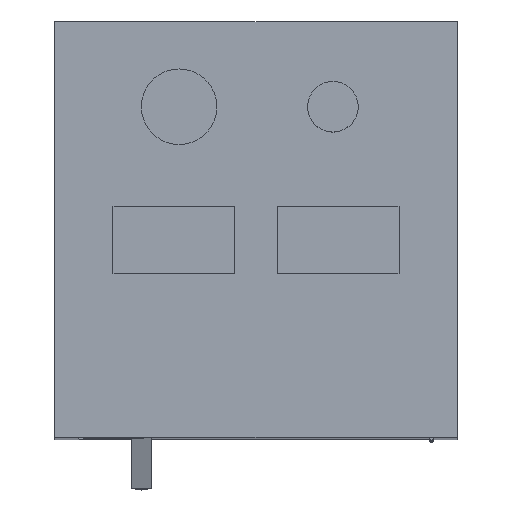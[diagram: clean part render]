
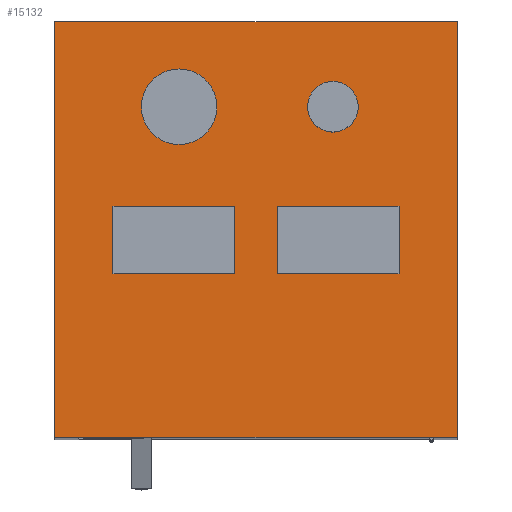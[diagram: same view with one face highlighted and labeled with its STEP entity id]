
A CAD part, top view. The second image highlights one B-rep face of the part: STEP entity #15132.
In plain terms, the highlighted planar face has unit normal (0, 0, 1).
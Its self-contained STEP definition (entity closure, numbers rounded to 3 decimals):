
#442=CIRCLE('',#16074,40.);
#444=CIRCLE('',#16078,37.5);
#594=FACE_BOUND('',#1637,.T.);
#595=FACE_BOUND('',#1638,.T.);
#596=FACE_BOUND('',#1639,.T.);
#597=FACE_BOUND('',#1640,.T.);
#785=FACE_OUTER_BOUND('',#1636,.T.);
#1636=EDGE_LOOP('',(#9764,#9765,#9766,#9767));
#1637=EDGE_LOOP('',(#9768,#9769,#9770,#9771));
#1638=EDGE_LOOP('',(#9772,#9773,#9774,#9775));
#1639=EDGE_LOOP('',(#9776));
#1640=EDGE_LOOP('',(#9777));
#2640=LINE('',#20435,#4355);
#2644=LINE('',#20443,#4359);
#2647=LINE('',#20449,#4362);
#2650=LINE('',#20454,#4365);
#2652=LINE('',#20460,#4367);
#2656=LINE('',#20468,#4371);
#2659=LINE('',#20474,#4374);
#2662=LINE('',#20479,#4377);
#2681=LINE('',#20533,#4396);
#2684=LINE('',#20539,#4399);
#2686=LINE('',#20543,#4401);
#2687=LINE('',#20544,#4402);
#4355=VECTOR('',#17067,10.);
#4359=VECTOR('',#17073,10.);
#4362=VECTOR('',#17078,10.);
#4365=VECTOR('',#17083,10.);
#4367=VECTOR('',#17089,10.);
#4371=VECTOR('',#17095,10.);
#4374=VECTOR('',#17100,10.);
#4377=VECTOR('',#17105,10.);
#4396=VECTOR('',#17162,10.);
#4399=VECTOR('',#17167,10.);
#4401=VECTOR('',#17171,10.);
#4402=VECTOR('',#17172,10.);
#6029=VERTEX_POINT('',#20433);
#6030=VERTEX_POINT('',#20434);
#6033=VERTEX_POINT('',#20442);
#6035=VERTEX_POINT('',#20448);
#6037=VERTEX_POINT('',#20458);
#6038=VERTEX_POINT('',#20459);
#6041=VERTEX_POINT('',#20467);
#6043=VERTEX_POINT('',#20473);
#6046=VERTEX_POINT('',#20485);
#6048=VERTEX_POINT('',#20491);
#6059=VERTEX_POINT('',#20530);
#6060=VERTEX_POINT('',#20532);
#6062=VERTEX_POINT('',#20538);
#6063=VERTEX_POINT('',#20542);
#7458=EDGE_CURVE('',#6029,#6030,#2640,.T.);
#7462=EDGE_CURVE('',#6033,#6029,#2644,.T.);
#7465=EDGE_CURVE('',#6035,#6033,#2647,.T.);
#7468=EDGE_CURVE('',#6030,#6035,#2650,.T.);
#7470=EDGE_CURVE('',#6037,#6038,#2652,.T.);
#7474=EDGE_CURVE('',#6041,#6037,#2656,.T.);
#7477=EDGE_CURVE('',#6043,#6041,#2659,.T.);
#7480=EDGE_CURVE('',#6038,#6043,#2662,.T.);
#7483=EDGE_CURVE('',#6046,#6046,#442,.T.);
#7485=EDGE_CURVE('',#6048,#6048,#444,.T.);
#7503=EDGE_CURVE('',#6060,#6059,#2681,.T.);
#7506=EDGE_CURVE('',#6060,#6062,#2684,.T.);
#7508=EDGE_CURVE('',#6059,#6063,#2686,.T.);
#7509=EDGE_CURVE('',#6063,#6062,#2687,.T.);
#9764=ORIENTED_EDGE('',*,*,#7506,.F.);
#9765=ORIENTED_EDGE('',*,*,#7503,.T.);
#9766=ORIENTED_EDGE('',*,*,#7508,.T.);
#9767=ORIENTED_EDGE('',*,*,#7509,.T.);
#9768=ORIENTED_EDGE('',*,*,#7458,.F.);
#9769=ORIENTED_EDGE('',*,*,#7462,.F.);
#9770=ORIENTED_EDGE('',*,*,#7465,.F.);
#9771=ORIENTED_EDGE('',*,*,#7468,.F.);
#9772=ORIENTED_EDGE('',*,*,#7470,.F.);
#9773=ORIENTED_EDGE('',*,*,#7474,.F.);
#9774=ORIENTED_EDGE('',*,*,#7477,.F.);
#9775=ORIENTED_EDGE('',*,*,#7480,.F.);
#9776=ORIENTED_EDGE('',*,*,#7483,.F.);
#9777=ORIENTED_EDGE('',*,*,#7485,.F.);
#13668=PLANE('',#16091);
#15132=ADVANCED_FACE('',(#785,#594,#595,#596,#597),#13668,.F.);
#16074=AXIS2_PLACEMENT_3D('',#20486,#17113,#17114);
#16078=AXIS2_PLACEMENT_3D('',#20492,#17121,#17122);
#16091=AXIS2_PLACEMENT_3D('',#20541,#17169,#17170);
#17067=DIRECTION('',(0.,1.,0.));
#17073=DIRECTION('',(1.,0.,0.));
#17078=DIRECTION('',(0.,-1.,0.));
#17083=DIRECTION('',(-1.,0.,0.));
#17089=DIRECTION('',(0.,1.,0.));
#17095=DIRECTION('',(1.,0.,0.));
#17100=DIRECTION('',(0.,-1.,0.));
#17105=DIRECTION('',(-1.,0.,0.));
#17113=DIRECTION('center_axis',(0.,0.,1.));
#17114=DIRECTION('ref_axis',(1.,0.,0.));
#17121=DIRECTION('center_axis',(0.,0.,1.));
#17122=DIRECTION('ref_axis',(1.,0.,0.));
#17162=DIRECTION('',(-1.,0.,0.));
#17167=DIRECTION('',(0.,-1.,0.));
#17169=DIRECTION('center_axis',(0.,0.,-1.));
#17170=DIRECTION('ref_axis',(1.,0.,0.));
#17171=DIRECTION('',(0.,-1.,0.));
#17172=DIRECTION('',(1.,0.,0.));
#20433=CARTESIAN_POINT('',(809.106,-65.5,1025.125));
#20434=CARTESIAN_POINT('',(809.106,34.5,1025.125));
#20435=CARTESIAN_POINT('',(809.106,-32.75,1025.125));
#20442=CARTESIAN_POINT('',(629.106,-65.5,1025.125));
#20443=CARTESIAN_POINT('',(463.829,-65.5,1025.125));
#20448=CARTESIAN_POINT('',(629.106,34.5,1025.125));
#20449=CARTESIAN_POINT('',(629.106,17.25,1025.125));
#20454=CARTESIAN_POINT('',(553.829,34.5,1025.125));
#20458=CARTESIAN_POINT('',(565.105,-65.5,1025.125));
#20459=CARTESIAN_POINT('',(565.105,34.5,1025.125));
#20460=CARTESIAN_POINT('',(565.105,-32.75,1025.125));
#20467=CARTESIAN_POINT('',(385.105,-65.5,1025.125));
#20468=CARTESIAN_POINT('',(341.829,-65.5,1025.125));
#20473=CARTESIAN_POINT('',(385.105,34.5,1025.125));
#20474=CARTESIAN_POINT('',(385.105,17.25,1025.125));
#20479=CARTESIAN_POINT('',(431.829,34.5,1025.125));
#20485=CARTESIAN_POINT('',(443.073,182.,1025.125));
#20486=CARTESIAN_POINT('Origin',(483.073,182.,1025.125));
#20491=CARTESIAN_POINT('',(673.638,182.,1025.125));
#20492=CARTESIAN_POINT('Origin',(711.138,182.,1025.125));
#20530=CARTESIAN_POINT('',(298.553,307.75,1025.125));
#20532=CARTESIAN_POINT('',(895.658,307.75,1025.125));
#20533=CARTESIAN_POINT('',(298.553,307.75,1025.125));
#20538=CARTESIAN_POINT('',(895.658,-307.75,1025.125));
#20539=CARTESIAN_POINT('',(895.658,0.,1025.125));
#20541=CARTESIAN_POINT('Origin',(298.553,0.,1025.125));
#20542=CARTESIAN_POINT('',(298.553,-307.75,1025.125));
#20543=CARTESIAN_POINT('',(298.553,0.,1025.125));
#20544=CARTESIAN_POINT('',(298.553,-307.75,1025.125));
